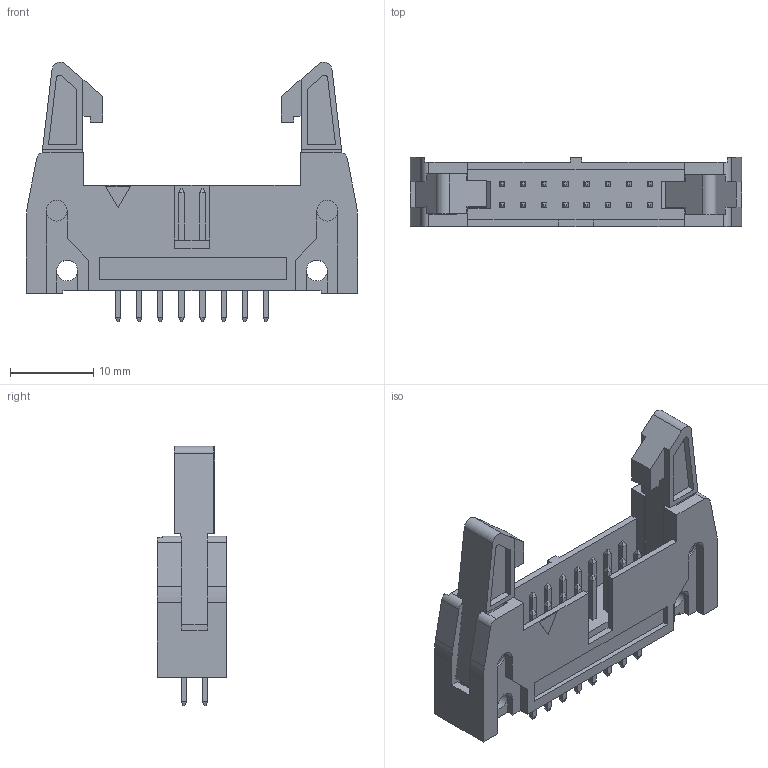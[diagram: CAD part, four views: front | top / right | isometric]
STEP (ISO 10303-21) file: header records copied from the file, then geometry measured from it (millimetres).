
FILE_DESCRIPTION(/* description */ ('Unknown'),/* implementation_level */ '2;1');
FILE_NAME(/* name */ '61201622821',/* time_stamp */ '2016-01-06T13:48:17+01:00',/* author */ ('Unknown'),/* organization */ ('Unknown'),/* preprocessor_version */ 'ST-DEVELOPER v16',/* originating_system */ 'DEX',/* authorisation */ $);
FILE_SCHEMA (('AUTOMOTIVE_DESIGN {1 0 10303 214 3 1 1}'));
Length unit declared in the file: millimetre
Products named in the file (4): 6120xx22821; 16; 6120xx22x21_LEVIER_LONG; 6120xx21621_PIN
Assembly tree (19 placements, depth 2):
  6120xx22821
    16
    6120xx22x21_LEVIER_LONG  x2
    6120xx21621_PIN  x16
Bounding box: 39.82 x 8.31 x 31.19 mm (x, y, z)
Volume: 2992.1 mm3; surface area: 5040.5 mm2
Topology: 19 solids, 19 shells, 505 faces, 1296 edges, 817 vertices
Faces by surface type: plane 473, cylinder 32
Full cylindrical faces by diameter (mm): 2.5 x16
Entity records: 8670 total; most frequent: CARTESIAN_POINT 1524, ORIENTED_EDGE 1504, DIRECTION 1356, EDGE_CURVE 752, LINE 688, VECTOR 688, VERTEX_POINT 502, AXIS2_PLACEMENT_3D 334
